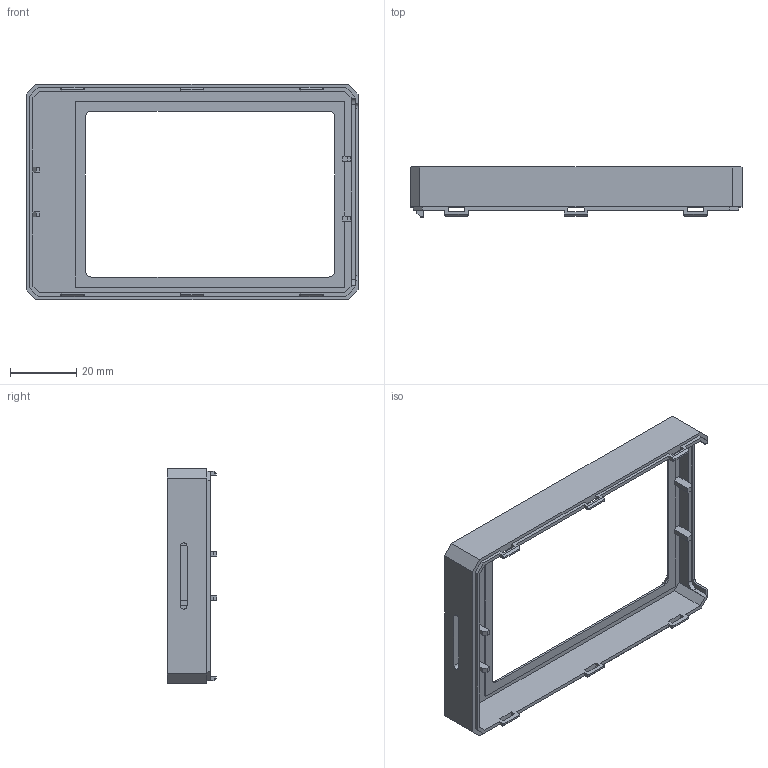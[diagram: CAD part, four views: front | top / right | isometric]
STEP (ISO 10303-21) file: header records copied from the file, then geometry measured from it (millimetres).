
FILE_DESCRIPTION (( 'STEP AP214' ), '1' );
FILE_NAME ('3.52inch-epaper-lid.STEP', '2024-07-05T00:08:26', ( '' ), ( '' ), 'SwSTEP 2.0', 'SolidWorks 2024', '' );
FILE_SCHEMA (( 'AUTOMOTIVE_DESIGN' ));
Length unit declared in the file: millimetre
Products named in the file (1): 3.52inch-epaper-lid
Bounding box: 100 x 15 x 65 mm (x, y, z)
Volume: 11651.2 mm3; surface area: 13190.3 mm2
Topology: 1 solids, 1 shells, 162 faces, 486 edges, 320 vertices
Faces by surface type: plane 134, cylinder 24, cone 4
Entity records: 5429 total; most frequent: CARTESIAN_POINT 1005, ORIENTED_EDGE 972, DIRECTION 840, EDGE_CURVE 486, VECTOR 434, LINE 434, VERTEX_POINT 320, AXIS2_PLACEMENT_3D 203
